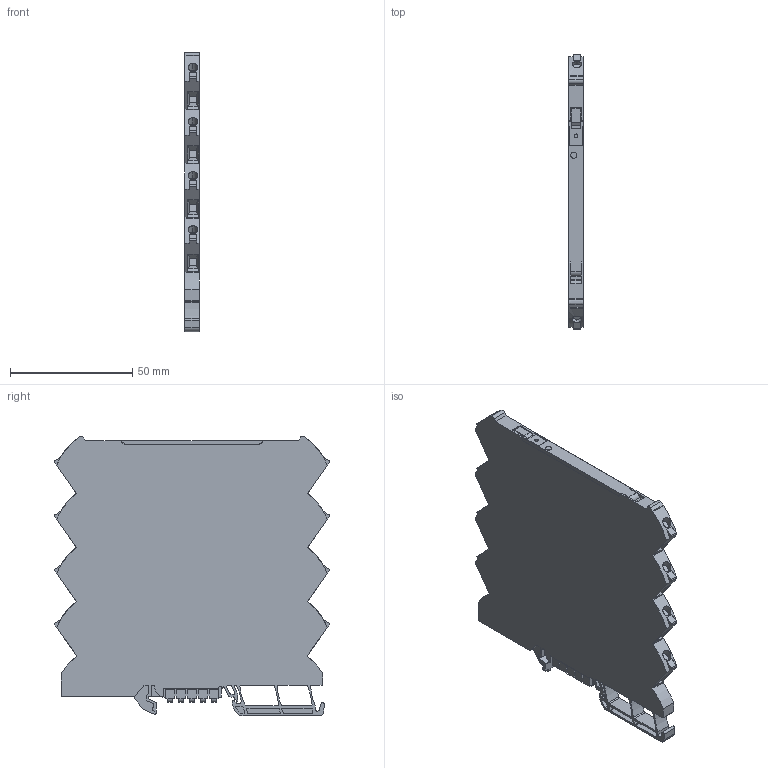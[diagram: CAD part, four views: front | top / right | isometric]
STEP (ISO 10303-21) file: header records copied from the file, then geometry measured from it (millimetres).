
FILE_DESCRIPTION(('CATIA V5 STEP Exchange','CAx-IF Rec.Pracs.--- Model Styling and Organization---1.4--- 2014-01-23'),'2;1');
FILE_NAME('1176010000.stp','2020-01-31T07:46:18+00:00',('none'),('none'),'CATIA Version 5-6 Release 2016 SP3 HF44','CATIA V5 STEP AP214','none');
FILE_SCHEMA(('AUTOMOTIVE_DESIGN { 1 0 10303 214 1 1 1 1 }'));
Length unit declared in the file: millimetre
Products named in the file (1): 1176010000
Bounding box: 6.1 x 112.52 x 114.32 mm (x, y, z)
Volume: 63963.5 mm3; surface area: 32283.7 mm2
Topology: 17 solids, 18 shells, 839 faces, 2385 edges, 1622 vertices
Faces by surface type: plane 680, cylinder 138, extrusion 21
Entity records: 27347 total; most frequent: CARTESIAN_POINT 5438, ORIENTED_EDGE 4770, DIRECTION 3565, EDGE_CURVE 2385, VECTOR 1987, LINE 1966, VERTEX_POINT 1622, AXIS2_PLACEMENT_3D 942
